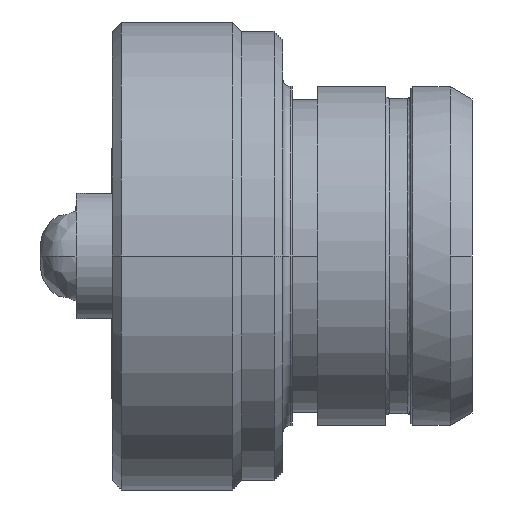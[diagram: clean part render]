
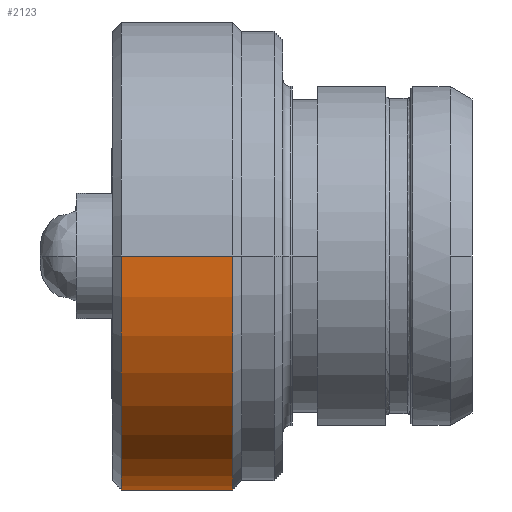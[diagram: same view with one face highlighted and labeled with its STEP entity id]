
A CAD part, front view. The second image highlights one B-rep face of the part: STEP entity #2123.
In plain terms, the highlighted cylindrical face has radius 13 mm (diameter 26 mm), a partial arc.
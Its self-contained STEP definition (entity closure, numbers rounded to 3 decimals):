
#495=DIRECTION('',(-1.,0.,0.));
#496=VECTOR('',#495,6.2);
#497=CARTESIAN_POINT('',(6.7,26.,-13.));
#498=LINE('403',#497,#496);
#499=DIRECTION('',(-1.,0.,0.));
#500=VECTOR('',#499,6.2);
#501=CARTESIAN_POINT('',(6.7,0.,-13.));
#502=LINE('404',#501,#500);
#503=CARTESIAN_POINT('',(6.7,13.,-13.));
#504=DIRECTION('',(-1.,0.,0.));
#505=DIRECTION('',(0.,1.,0.));
#506=AXIS2_PLACEMENT_3D('',#503,#504,#505);
#617=CARTESIAN_POINT('',(0.5,13.,-13.));
#618=DIRECTION('',(-1.,0.,0.));
#619=DIRECTION('',(0.,1.,0.));
#620=AXIS2_PLACEMENT_3D('',#617,#618,#619);
#1437=CARTESIAN_POINT('',(6.7,26.,-13.));
#1439=VERTEX_POINT('',#1437);
#1459=CARTESIAN_POINT('',(6.7,0.,-13.));
#1461=VERTEX_POINT('',#1459);
#1525=CARTESIAN_POINT('',(0.5,26.,-13.));
#1526=CARTESIAN_POINT('',(0.5,0.,-13.));
#1527=VERTEX_POINT('',#1525);
#1528=VERTEX_POINT('',#1526);
#2109=CARTESIAN_POINT('',(-1.,13.,-13.));
#2110=DIRECTION('',(1.,0.,0.));
#2111=DIRECTION('',(0.,-1.,0.));
#2112=AXIS2_PLACEMENT_3D('',#2109,#2110,#2111);
#2113=CYLINDRICAL_SURFACE('273',#2112,13.);
#2115=ORIENTED_EDGE('403',*,*,#2114,.T.);
#2117=ORIENTED_EDGE('398',*,*,#2116,.T.);
#2119=ORIENTED_EDGE('404',*,*,#2118,.F.);
#2120=ORIENTED_EDGE('338',*,*,#2102,.F.);
#2121=EDGE_LOOP('273',(#2115,#2117,#2119,#2120));
#2122=FACE_OUTER_BOUND('273',#2121,.F.);
#507=CIRCLE('338',#506,13.);
#621=CIRCLE('398',#620,13.);
#2102=EDGE_CURVE('338',#1439,#1461,#507,.T.);
#2114=EDGE_CURVE('403',#1439,#1527,#498,.T.);
#2116=EDGE_CURVE('398',#1527,#1528,#621,.T.);
#2118=EDGE_CURVE('404',#1461,#1528,#502,.T.);
#2123=ADVANCED_FACE('273',(#2122),#2113,.T.);
